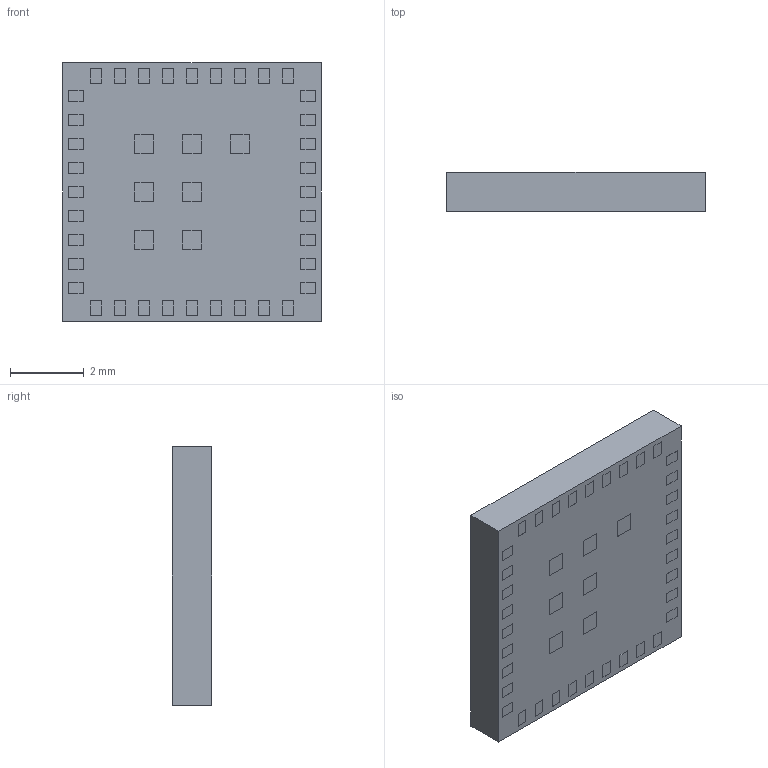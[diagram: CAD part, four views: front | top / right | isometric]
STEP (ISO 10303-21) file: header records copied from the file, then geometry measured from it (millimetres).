
FILE_DESCRIPTION (( 'STEP AP203' ), '1' );
FILE_NAME ('User Library-ublox EVAM8M.STEP', '2019-06-11T13:33:06', ( '' ), ( '' ), 'SwSTEP 2.0', 'SolidWorks 2019', '' );
FILE_SCHEMA (( 'CONFIG_CONTROL_DESIGN' ));
Length unit declared in the file: millimetre
Products named in the file (1): User Library-ublox EVAM8M
Bounding box: 7 x 1.06 x 7 mm (x, y, z)
Volume: 51.9 mm3; surface area: 127.8 mm2
Topology: 1 solids, 1 shells, 501 faces, 1175 edges, 758 vertices
Faces by surface type: plane 408, bspline 86, cylinder 7
Entity records: 19232 total; most frequent: CARTESIAN_POINT 8257, ORIENTED_EDGE 2350, DIRECTION 1849, EDGE_CURVE 1175, LINE 989, VECTOR 989, VERTEX_POINT 758, EDGE_LOOP 583
